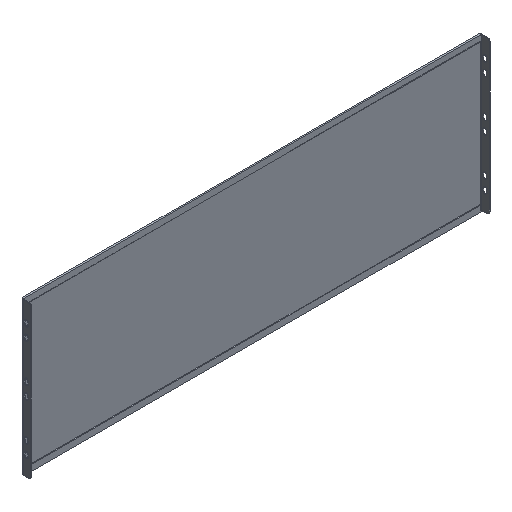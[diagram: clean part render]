
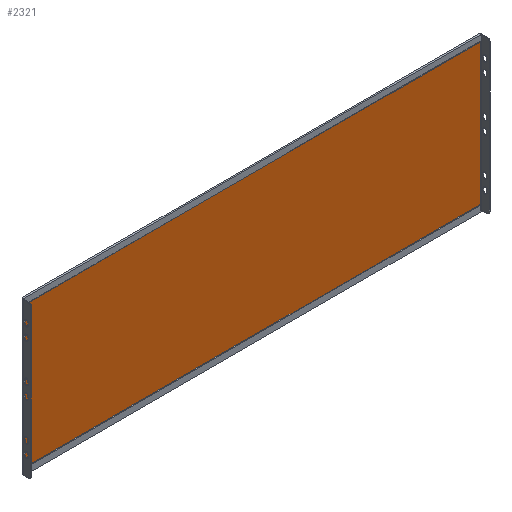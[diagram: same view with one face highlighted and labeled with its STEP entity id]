
A CAD part, isometric view. The second image highlights one B-rep face of the part: STEP entity #2321.
In plain terms, the highlighted planar face has unit normal (0, -1, 0).
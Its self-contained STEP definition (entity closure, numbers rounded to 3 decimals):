
#27 = EDGE_CURVE ( 'NONE', #40, #471, #206, .T. ) ;
#40 = VERTEX_POINT ( 'NONE', #1395 ) ;
#206 = LINE ( 'NONE', #2450, #1436 ) ;
#259 = VECTOR ( 'NONE', #2212, 1000. ) ;
#317 = VERTEX_POINT ( 'NONE', #678 ) ;
#335 = LINE ( 'NONE', #896, #1367 ) ;
#341 = EDGE_CURVE ( 'NONE', #1603, #317, #335, .T. ) ;
#471 = VERTEX_POINT ( 'NONE', #1140 ) ;
#570 = ORIENTED_EDGE ( 'NONE', *, *, #1915, .F. ) ;
#678 = CARTESIAN_POINT ( 'NONE',  ( 450.5, -1.5, -139.54 ) ) ;
#896 = CARTESIAN_POINT ( 'NONE',  ( 450.5, -1.5, 150. ) ) ;
#907 = DIRECTION ( 'NONE',  ( 0., 0., -1. ) ) ;
#1064 = CARTESIAN_POINT ( 'NONE',  ( 450.5, -1.5, 139.54 ) ) ;
#1140 = CARTESIAN_POINT ( 'NONE',  ( -450.5, -1.5, 139.54 ) ) ;
#1167 = CARTESIAN_POINT ( 'NONE',  ( 0., -1.5, 0. ) ) ;
#1236 = ORIENTED_EDGE ( 'NONE', *, *, #341, .F. ) ;
#1362 = DIRECTION ( 'NONE',  ( 0., -1., 0. ) ) ;
#1367 = VECTOR ( 'NONE', #907, 1000. ) ;
#1395 = CARTESIAN_POINT ( 'NONE',  ( -450.5, -1.5, -139.54 ) ) ;
#1436 = VECTOR ( 'NONE', #2207, 1000. ) ;
#1544 = EDGE_LOOP ( 'NONE', ( #570, #1236, #2541, #2671 ) ) ;
#1583 = CARTESIAN_POINT ( 'NONE',  ( 0., -1.5, -139.54 ) ) ;
#1603 = VERTEX_POINT ( 'NONE', #1064 ) ;
#1712 = LINE ( 'NONE', #1583, #259 ) ;
#1771 = DIRECTION ( 'NONE',  ( 0., 0., -1. ) ) ;
#1809 = VECTOR ( 'NONE', #1964, 1000. ) ;
#1915 = EDGE_CURVE ( 'NONE', #317, #40, #1712, .T. ) ;
#1964 = DIRECTION ( 'NONE',  ( 1., 0., 0. ) ) ;
#2148 = CARTESIAN_POINT ( 'NONE',  ( 0., -1.5, 139.54 ) ) ;
#2207 = DIRECTION ( 'NONE',  ( 0., 0., 1. ) ) ;
#2212 = DIRECTION ( 'NONE',  ( -1., 0., 0. ) ) ;
#2270 = AXIS2_PLACEMENT_3D ( 'NONE', #1167, #1362, #1771 ) ;
#2321 = ADVANCED_FACE ( 'NONE', ( #2353 ), #2610, .T. ) ;
#2353 = FACE_OUTER_BOUND ( 'NONE', #1544, .T. ) ;
#2450 = CARTESIAN_POINT ( 'NONE',  ( -450.5, -1.5, 150. ) ) ;
#2541 = ORIENTED_EDGE ( 'NONE', *, *, #2644, .F. ) ;
#2610 = PLANE ( 'NONE',  #2270 ) ;
#2613 = LINE ( 'NONE', #2148, #1809 ) ;
#2644 = EDGE_CURVE ( 'NONE', #471, #1603, #2613, .T. ) ;
#2671 = ORIENTED_EDGE ( 'NONE', *, *, #27, .F. ) ;
